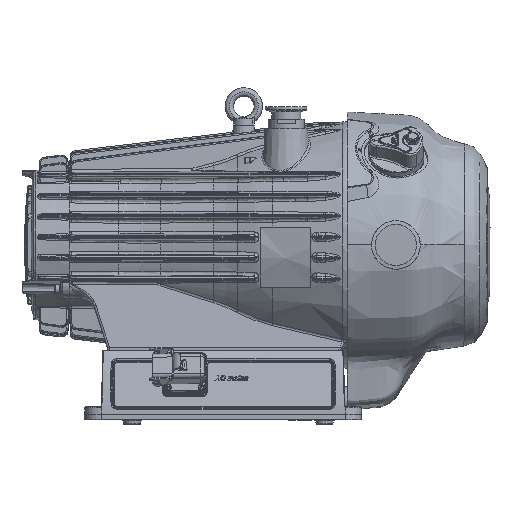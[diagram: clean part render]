
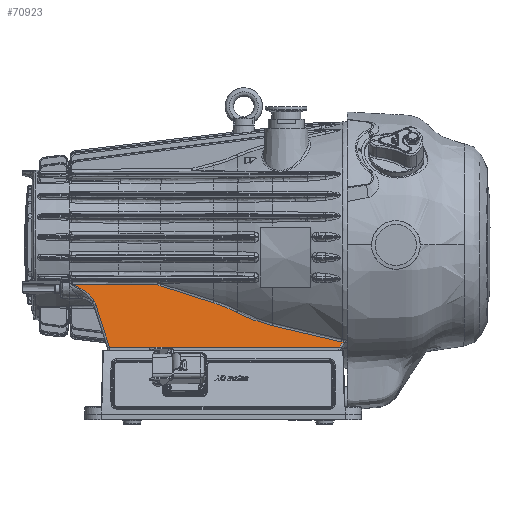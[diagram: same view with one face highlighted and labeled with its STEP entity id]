
A CAD part, left-side view. The second image highlights one B-rep face of the part: STEP entity #70923.
In plain terms, the highlighted planar face has unit normal (-0.99, 0, 0.139).
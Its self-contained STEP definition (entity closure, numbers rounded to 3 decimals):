
#1585=PLANE('',#75502);
#6344=LINE('',#134940,#8969);
#6345=LINE('',#134942,#8970);
#8969=VECTOR('',#82807,10.);
#8970=VECTOR('',#82808,10.);
#12326=FACE_OUTER_BOUND('',#16717,.T.);
#16717=EDGE_LOOP('',(#44777,#44778,#44779,#44780,#44781,#44782,#44783,#44784,
#44785,#44786,#44787,#44788,#44789));
#21337=B_SPLINE_CURVE_WITH_KNOTS('',3,(#134926,#134927,#134928,#134929),
 .UNSPECIFIED.,.F.,.F.,(4,4),(-9.471,-7.429),
 .UNSPECIFIED.);
#21338=B_SPLINE_CURVE_WITH_KNOTS('',3,(#134933,#134934,#134935,#134936),
 .UNSPECIFIED.,.F.,.F.,(4,4),(-11.094,-9.471),
 .UNSPECIFIED.);
#21339=B_SPLINE_CURVE_WITH_KNOTS('',3,(#134944,#134945,#134946,#134947,
#134948),.UNSPECIFIED.,.F.,.F.,(4,1,4),(-1.268,-1.235,
-0.66),.UNSPECIFIED.);
#21340=B_SPLINE_CURVE_WITH_KNOTS('',3,(#134950,#134951,#134952,#134953),
 .UNSPECIFIED.,.F.,.F.,(4,4),(-0.937,-0.769),
 .UNSPECIFIED.);
#21341=B_SPLINE_CURVE_WITH_KNOTS('',3,(#134954,#134955,#134956,#134957),
 .UNSPECIFIED.,.F.,.F.,(4,4),(21.227,28.12),
 .UNSPECIFIED.);
#21342=B_SPLINE_CURVE_WITH_KNOTS('',3,(#134959,#134960,#134961,#134962),
 .UNSPECIFIED.,.F.,.F.,(4,4),(-8.723,-6.22),
 .UNSPECIFIED.);
#21343=B_SPLINE_CURVE_WITH_KNOTS('',3,(#134964,#134965,#134966,#134967),
 .UNSPECIFIED.,.F.,.F.,(4,4),(3.246,8.585),
 .UNSPECIFIED.);
#21344=B_SPLINE_CURVE_WITH_KNOTS('',3,(#134969,#134970,#134971,#134972),
 .UNSPECIFIED.,.F.,.F.,(4,4),(-11.559,-11.304),
 .UNSPECIFIED.);
#21345=B_SPLINE_CURVE_WITH_KNOTS('',3,(#134974,#134975,#134976,#134977),
 .UNSPECIFIED.,.F.,.F.,(4,4),(-10.141,-1.89),
 .UNSPECIFIED.);
#21346=B_SPLINE_CURVE_WITH_KNOTS('',3,(#134979,#134980,#134981,#134982,
#134983,#134984,#134985),.UNSPECIFIED.,.F.,.F.,(4,1,1,1,4),(0.,0.86,
1.721,2.366,2.665),.UNSPECIFIED.);
#21347=B_SPLINE_CURVE_WITH_KNOTS('',3,(#134986,#134987,#134988,#134989),
 .UNSPECIFIED.,.F.,.F.,(4,4),(0.,0.505),
 .UNSPECIFIED.);
#25986=VERTEX_POINT('',#134924);
#25987=VERTEX_POINT('',#134925);
#25988=VERTEX_POINT('',#134931);
#25989=VERTEX_POINT('',#134938);
#25990=VERTEX_POINT('',#134939);
#25991=VERTEX_POINT('',#134941);
#25992=VERTEX_POINT('',#134943);
#25993=VERTEX_POINT('',#134949);
#25994=VERTEX_POINT('',#134958);
#25995=VERTEX_POINT('',#134963);
#25996=VERTEX_POINT('',#134968);
#25997=VERTEX_POINT('',#134973);
#25998=VERTEX_POINT('',#134978);
#32994=EDGE_CURVE('',#25986,#25987,#21337,.T.);
#32997=EDGE_CURVE('',#25988,#25986,#21338,.T.);
#32998=EDGE_CURVE('',#25989,#25990,#6344,.T.);
#32999=EDGE_CURVE('',#25989,#25991,#6345,.T.);
#33000=EDGE_CURVE('',#25992,#25991,#21339,.T.);
#33001=EDGE_CURVE('',#25993,#25992,#21340,.T.);
#33002=EDGE_CURVE('',#25987,#25993,#21341,.T.);
#33003=EDGE_CURVE('',#25994,#25988,#21342,.T.);
#33004=EDGE_CURVE('',#25995,#25994,#21343,.T.);
#33005=EDGE_CURVE('',#25996,#25995,#21344,.T.);
#33006=EDGE_CURVE('',#25997,#25996,#21345,.T.);
#33007=EDGE_CURVE('',#25998,#25997,#21346,.T.);
#33008=EDGE_CURVE('',#25990,#25998,#21347,.T.);
#44777=ORIENTED_EDGE('',*,*,#32998,.F.);
#44778=ORIENTED_EDGE('',*,*,#32999,.T.);
#44779=ORIENTED_EDGE('',*,*,#33000,.F.);
#44780=ORIENTED_EDGE('',*,*,#33001,.F.);
#44781=ORIENTED_EDGE('',*,*,#33002,.F.);
#44782=ORIENTED_EDGE('',*,*,#32994,.F.);
#44783=ORIENTED_EDGE('',*,*,#32997,.F.);
#44784=ORIENTED_EDGE('',*,*,#33003,.F.);
#44785=ORIENTED_EDGE('',*,*,#33004,.F.);
#44786=ORIENTED_EDGE('',*,*,#33005,.F.);
#44787=ORIENTED_EDGE('',*,*,#33006,.F.);
#44788=ORIENTED_EDGE('',*,*,#33007,.F.);
#44789=ORIENTED_EDGE('',*,*,#33008,.F.);
#70923=ADVANCED_FACE('',(#12326),#1585,.T.);
#75502=AXIS2_PLACEMENT_3D('',#134937,#82805,#82806);
#82805=DIRECTION('center_axis',(-0.99,0.,
0.139));
#82806=DIRECTION('ref_axis',(0.,-1.,0.));
#82807=DIRECTION('',(0.132,0.306,0.943));
#82808=DIRECTION('',(0.,-1.,0.));
#134924=CARTESIAN_POINT('',(-72.223,100.102,-72.));
#134925=CARTESIAN_POINT('',(-73.087,80.514,-78.144));
#134926=CARTESIAN_POINT('Ctrl Pts',(-72.223,100.101,-71.998));
#134927=CARTESIAN_POINT('Ctrl Pts',(-72.573,93.73,
-74.486));
#134928=CARTESIAN_POINT('Ctrl Pts',(-72.862,87.169,
-76.541));
#134929=CARTESIAN_POINT('Ctrl Pts',(-73.087,80.514,
-78.144));
#134931=CARTESIAN_POINT('',(-71.275,114.884,-65.256));
#134933=CARTESIAN_POINT('Ctrl Pts',(-71.275,114.884,-65.256));
#134934=CARTESIAN_POINT('Ctrl Pts',(-71.629,110.108,-67.77));
#134935=CARTESIAN_POINT('Ctrl Pts',(-71.945,105.164,-70.021));
#134936=CARTESIAN_POINT('Ctrl Pts',(-72.223,100.101,-71.998));
#134937=CARTESIAN_POINT('Origin',(-78.298,43.,-115.224));
#134938=CARTESIAN_POINT('',(-76.,238.,-98.872));
#134939=CARTESIAN_POINT('',(-70.342,250.887,-58.615));
#134940=CARTESIAN_POINT('',(-78.52,231.98,-116.804));
#134941=CARTESIAN_POINT('',(-76.,15.523,-98.872));
#134942=CARTESIAN_POINT('',(-76.,141.5,-98.872));
#134943=CARTESIAN_POINT('',(-75.341,11.782,-94.181));
#134944=CARTESIAN_POINT('Ctrl Pts',(-75.341,11.782,-94.181));
#134945=CARTESIAN_POINT('Ctrl Pts',(-75.35,11.869,
-94.249));
#134946=CARTESIAN_POINT('Ctrl Pts',(-75.528,13.445,
-95.516));
#134947=CARTESIAN_POINT('Ctrl Pts',(-75.759,14.692,-97.16));
#134948=CARTESIAN_POINT('Ctrl Pts',(-76.,15.523,-98.872));
#134949=CARTESIAN_POINT('',(-75.295,13.432,-93.854));
#134950=CARTESIAN_POINT('Ctrl Pts',(-75.295,13.432,
-93.854));
#134951=CARTESIAN_POINT('Ctrl Pts',(-75.312,12.887,-93.979));
#134952=CARTESIAN_POINT('Ctrl Pts',(-75.328,12.336,
-94.088));
#134953=CARTESIAN_POINT('Ctrl Pts',(-75.341,11.782,
-94.181));
#134954=CARTESIAN_POINT('Ctrl Pts',(-73.087,80.514,
-78.144));
#134955=CARTESIAN_POINT('Ctrl Pts',(-73.843,58.188,
-83.522));
#134956=CARTESIAN_POINT('Ctrl Pts',(-74.576,35.821,
-88.737));
#134957=CARTESIAN_POINT('Ctrl Pts',(-75.295,13.432,
-93.854));
#134958=CARTESIAN_POINT('',(-69.938,138.006,-55.743));
#134959=CARTESIAN_POINT('Ctrl Pts',(-69.938,138.006,
-55.743));
#134960=CARTESIAN_POINT('Ctrl Pts',(-70.272,130.013,
-58.114));
#134961=CARTESIAN_POINT('Ctrl Pts',(-70.73,122.255,
-61.374));
#134962=CARTESIAN_POINT('Ctrl Pts',(-71.275,114.884,-65.256));
#134963=CARTESIAN_POINT('',(-67.657,188.82,-39.507));
#134964=CARTESIAN_POINT('Ctrl Pts',(-67.657,188.82,
-39.507));
#134965=CARTESIAN_POINT('Ctrl Pts',(-68.482,172.04,-45.381));
#134966=CARTESIAN_POINT('Ctrl Pts',(-69.227,155.059,-50.683));
#134967=CARTESIAN_POINT('Ctrl Pts',(-69.938,138.006,
-55.743));
#134968=CARTESIAN_POINT('',(-67.541,191.232,-38.684));
#134969=CARTESIAN_POINT('Ctrl Pts',(-67.541,191.232,-38.684));
#134970=CARTESIAN_POINT('Ctrl Pts',(-67.579,190.426,
-38.952));
#134971=CARTESIAN_POINT('Ctrl Pts',(-67.617,189.622,
-39.226));
#134972=CARTESIAN_POINT('Ctrl Pts',(-67.657,188.82,
-39.507));
#134973=CARTESIAN_POINT('',(-67.465,273.743,-38.146));
#134974=CARTESIAN_POINT('Ctrl Pts',(-67.465,273.743,
-38.146));
#134975=CARTESIAN_POINT('Ctrl Pts',(-67.491,246.239,
-38.327));
#134976=CARTESIAN_POINT('Ctrl Pts',(-67.516,218.736,
-38.506));
#134977=CARTESIAN_POINT('Ctrl Pts',(-67.541,191.232,
-38.684));
#134978=CARTESIAN_POINT('',(-69.702,252.945,-54.059));
#134979=CARTESIAN_POINT('Ctrl Pts',(-69.702,252.945,
-54.059));
#134980=CARTESIAN_POINT('Ctrl Pts',(-69.357,254.386,-51.602));
#134981=CARTESIAN_POINT('Ctrl Pts',(-68.733,258.161,
-47.168));
#134982=CARTESIAN_POINT('Ctrl Pts',(-68.099,264.649,
-42.654));
#134983=CARTESIAN_POINT('Ctrl Pts',(-67.71,269.988,-39.885));
#134984=CARTESIAN_POINT('Ctrl Pts',(-67.523,272.837,
-38.558));
#134985=CARTESIAN_POINT('Ctrl Pts',(-67.465,273.743,
-38.145));
#134986=CARTESIAN_POINT('Ctrl Pts',(-70.342,250.887,
-58.615));
#134987=CARTESIAN_POINT('Ctrl Pts',(-70.119,251.403,
-57.028));
#134988=CARTESIAN_POINT('Ctrl Pts',(-69.904,252.1,
-55.5));
#134989=CARTESIAN_POINT('Ctrl Pts',(-69.702,252.945,
-54.059));
